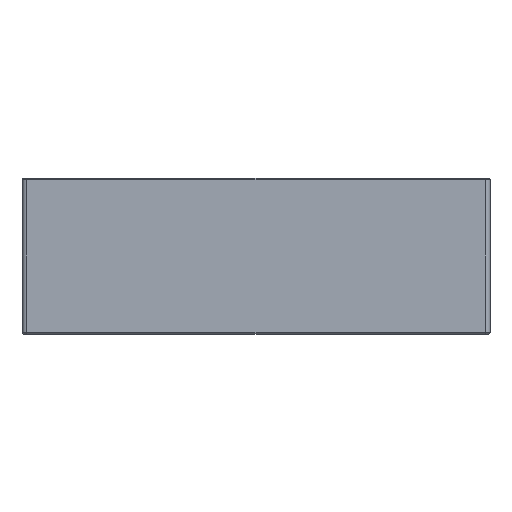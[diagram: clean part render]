
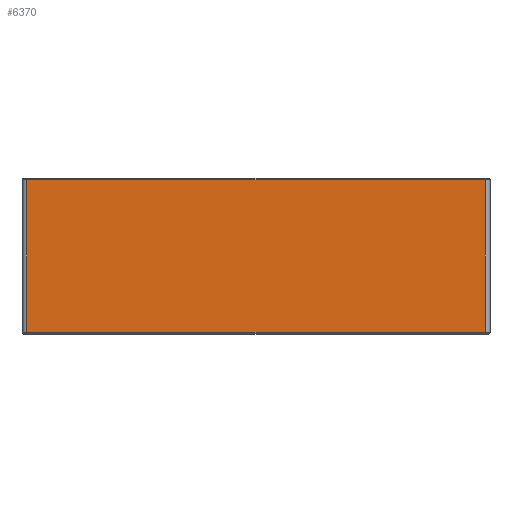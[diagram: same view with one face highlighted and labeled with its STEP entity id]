
A CAD part, front view. The second image highlights one B-rep face of the part: STEP entity #6370.
In plain terms, the highlighted planar face has unit normal (0, -1, 0).
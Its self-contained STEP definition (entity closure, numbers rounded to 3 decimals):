
#310 = LINE ( 'NONE', #11628, #2266 ) ;
#744 = EDGE_CURVE ( 'NONE', #1322, #5529, #310, .T. ) ;
#758 = LINE ( 'NONE', #12007, #11630 ) ;
#801 = CARTESIAN_POINT ( 'NONE',  ( 297., 0., 100. ) ) ;
#826 = DIRECTION ( 'NONE',  ( 1., 0., 0. ) ) ;
#1322 = VERTEX_POINT ( 'NONE', #5758 ) ;
#1362 = ORIENTED_EDGE ( 'NONE', *, *, #7020, .T. ) ;
#1542 = DIRECTION ( 'NONE',  ( 0., 1., 0. ) ) ;
#2266 = VECTOR ( 'NONE', #8969, 1000. ) ;
#2587 = LINE ( 'NONE', #801, #6088 ) ;
#2770 = DIRECTION ( 'NONE',  ( 0., 0., -1. ) ) ;
#2841 = CARTESIAN_POINT ( 'NONE',  ( 3., 0., 1. ) ) ;
#4681 = AXIS2_PLACEMENT_3D ( 'NONE', #10136, #1542, #11073 ) ;
#5235 = CARTESIAN_POINT ( 'NONE',  ( 3., 0., 99. ) ) ;
#5529 = VERTEX_POINT ( 'NONE', #5235 ) ;
#5758 = CARTESIAN_POINT ( 'NONE',  ( 297., 0., 99. ) ) ;
#6088 = VECTOR ( 'NONE', #2770, 1000. ) ;
#6213 = DIRECTION ( 'NONE',  ( 0., 0., -1. ) ) ;
#6370 = ADVANCED_FACE ( 'NONE', ( #7323 ), #9949, .F. ) ;
#7020 = EDGE_CURVE ( 'NONE', #9708, #8288, #10031, .T. ) ;
#7150 = CARTESIAN_POINT ( 'NONE',  ( 297., 0., 1. ) ) ;
#7323 = FACE_OUTER_BOUND ( 'NONE', #11996, .T. ) ;
#7325 = ORIENTED_EDGE ( 'NONE', *, *, #12156, .T. ) ;
#8288 = VERTEX_POINT ( 'NONE', #9350 ) ;
#8402 = VECTOR ( 'NONE', #826, 1000. ) ;
#8969 = DIRECTION ( 'NONE',  ( -1., 0., 0. ) ) ;
#9088 = EDGE_CURVE ( 'NONE', #1322, #8288, #2587, .T. ) ;
#9350 = CARTESIAN_POINT ( 'NONE',  ( 297., 0., 1. ) ) ;
#9708 = VERTEX_POINT ( 'NONE', #2841 ) ;
#9949 = PLANE ( 'NONE',  #4681 ) ;
#9984 = ORIENTED_EDGE ( 'NONE', *, *, #9088, .F. ) ;
#10031 = LINE ( 'NONE', #7150, #8402 ) ;
#10136 = CARTESIAN_POINT ( 'NONE',  ( 3., 0., 100. ) ) ;
#10932 = ORIENTED_EDGE ( 'NONE', *, *, #744, .T. ) ;
#11073 = DIRECTION ( 'NONE',  ( 0., 0., 1. ) ) ;
#11628 = CARTESIAN_POINT ( 'NONE',  ( 3., 0., 99. ) ) ;
#11630 = VECTOR ( 'NONE', #6213, 1000. ) ;
#11996 = EDGE_LOOP ( 'NONE', ( #9984, #10932, #7325, #1362 ) ) ;
#12007 = CARTESIAN_POINT ( 'NONE',  ( 3., 0., 100. ) ) ;
#12156 = EDGE_CURVE ( 'NONE', #5529, #9708, #758, .T. ) ;
